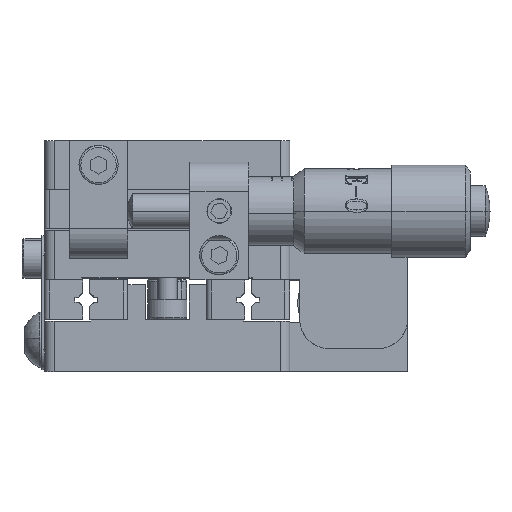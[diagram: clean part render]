
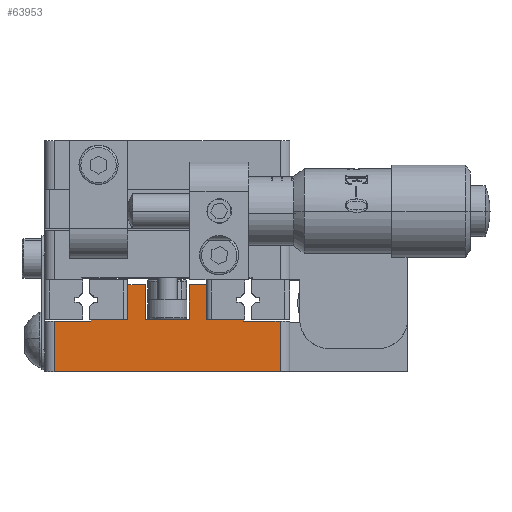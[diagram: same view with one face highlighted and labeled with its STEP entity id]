
A CAD part, top view. The second image highlights one B-rep face of the part: STEP entity #63953.
In plain terms, the highlighted planar face has unit normal (0, 0, 1).
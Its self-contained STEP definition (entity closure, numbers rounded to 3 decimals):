
#110 = EDGE_CURVE ( 'NONE', #54112, #9844, #29255, .T. ) ;
#674 = EDGE_CURVE ( 'NONE', #47875, #32546, #55928, .T. ) ;
#1240 = AXIS2_PLACEMENT_3D ( 'NONE', #55592, #71128, #71772 ) ;
#2612 = VERTEX_POINT ( 'NONE', #12851 ) ;
#4383 = EDGE_CURVE ( 'NONE', #2612, #90495, #54542, .T. ) ;
#4399 = DIRECTION ( 'NONE',  ( 0., -1., 0. ) ) ;
#5073 = EDGE_CURVE ( 'NONE', #8910, #74521, #26614, .T. ) ;
#5473 = EDGE_CURVE ( 'NONE', #6734, #67864, #28823, .T. ) ;
#6734 = VERTEX_POINT ( 'NONE', #59162 ) ;
#6890 = ORIENTED_EDGE ( 'NONE', *, *, #48309, .T. ) ;
#7391 = CARTESIAN_POINT ( 'NONE',  ( 7.8, -4., 12.5 ) ) ;
#7695 = ORIENTED_EDGE ( 'NONE', *, *, #36630, .T. ) ;
#8716 = CARTESIAN_POINT ( 'NONE',  ( 7.8, -3.8, 12.5 ) ) ;
#8834 = CARTESIAN_POINT ( 'NONE',  ( 2.25, -0.3, 12.5 ) ) ;
#8910 = VERTEX_POINT ( 'NONE', #26660 ) ;
#9000 = VECTOR ( 'NONE', #93497, 1000. ) ;
#9206 = EDGE_CURVE ( 'NONE', #32546, #10120, #51828, .T. ) ;
#9844 = VERTEX_POINT ( 'NONE', #58398 ) ;
#10120 = VERTEX_POINT ( 'NONE', #41151 ) ;
#10221 = CARTESIAN_POINT ( 'NONE',  ( 2.25, -0.3, 12.5 ) ) ;
#11588 = ORIENTED_EDGE ( 'NONE', *, *, #20360, .T. ) ;
#11921 = LINE ( 'NONE', #40198, #82804 ) ;
#12174 = DIRECTION ( 'NONE',  ( 0., -1., 0. ) ) ;
#12361 = VERTEX_POINT ( 'NONE', #7391 ) ;
#12851 = CARTESIAN_POINT ( 'NONE',  ( 11.5, -9.1, 12.5 ) ) ;
#15058 = CARTESIAN_POINT ( 'NONE',  ( -7.8, -3.8, 12.5 ) ) ;
#16220 = DIRECTION ( 'NONE',  ( 0., 1., 0. ) ) ;
#19532 = VECTOR ( 'NONE', #89280, 1000. ) ;
#20360 = EDGE_CURVE ( 'NONE', #61371, #8910, #80455, .T. ) ;
#20571 = LINE ( 'NONE', #10221, #84474 ) ;
#21935 = EDGE_LOOP ( 'NONE', ( #96201, #90312, #7695, #65713, #51966, #35840, #62187, #82907, #78598, #6890, #80945, #58352, #63127, #89568, #11588, #30518 ) ) ;
#26614 = LINE ( 'NONE', #34919, #45133 ) ;
#26660 = CARTESIAN_POINT ( 'NONE',  ( -7.8, -3.8, 12.5 ) ) ;
#27897 = CARTESIAN_POINT ( 'NONE',  ( -4., -0.3, 12.5 ) ) ;
#28823 = LINE ( 'NONE', #47193, #63625 ) ;
#29044 = CARTESIAN_POINT ( 'NONE',  ( -4., -0.3, 12.5 ) ) ;
#29112 = FACE_OUTER_BOUND ( 'NONE', #21935, .T. ) ;
#29255 = LINE ( 'NONE', #52022, #71069 ) ;
#30403 = CARTESIAN_POINT ( 'NONE',  ( -11.5, -9.1, 12.5 ) ) ;
#30518 = ORIENTED_EDGE ( 'NONE', *, *, #5073, .T. ) ;
#30633 = DIRECTION ( 'NONE',  ( -1., 0., 0. ) ) ;
#31901 = DIRECTION ( 'NONE',  ( -1., 0., 0. ) ) ;
#32520 = VECTOR ( 'NONE', #31901, 1000. ) ;
#32546 = VERTEX_POINT ( 'NONE', #96051 ) ;
#34919 = CARTESIAN_POINT ( 'NONE',  ( -7.8, -4., 12.5 ) ) ;
#34965 = VERTEX_POINT ( 'NONE', #29044 ) ;
#35840 = ORIENTED_EDGE ( 'NONE', *, *, #77908, .T. ) ;
#36052 = DIRECTION ( 'NONE',  ( -1., 0., 0. ) ) ;
#36122 = VERTEX_POINT ( 'NONE', #53014 ) ;
#36630 = EDGE_CURVE ( 'NONE', #67864, #2612, #49162, .T. ) ;
#37351 = CARTESIAN_POINT ( 'NONE',  ( -7.8, -4., 12.5 ) ) ;
#37644 = VECTOR ( 'NONE', #36052, 1000. ) ;
#38135 = EDGE_CURVE ( 'NONE', #10120, #88090, #52227, .T. ) ;
#38498 = CARTESIAN_POINT ( 'NONE',  ( -2.25, -3.8, 12.5 ) ) ;
#40198 = CARTESIAN_POINT ( 'NONE',  ( -4., -0.3, 12.5 ) ) ;
#40224 = DIRECTION ( 'NONE',  ( 1., 0., 0. ) ) ;
#40887 = CARTESIAN_POINT ( 'NONE',  ( -12.5, -9.1, 12.5 ) ) ;
#41151 = CARTESIAN_POINT ( 'NONE',  ( 4., -0.3, 12.5 ) ) ;
#43266 = DIRECTION ( 'NONE',  ( 0., 1., 0. ) ) ;
#43503 = CARTESIAN_POINT ( 'NONE',  ( 11.5, -4., 12.5 ) ) ;
#45133 = VECTOR ( 'NONE', #12174, 1000. ) ;
#45148 = LINE ( 'NONE', #38498, #56815 ) ;
#46864 = CARTESIAN_POINT ( 'NONE',  ( 2.25, -0.3, 12.5 ) ) ;
#47193 = CARTESIAN_POINT ( 'NONE',  ( -11.5, -0.3, 12.5 ) ) ;
#47221 = EDGE_CURVE ( 'NONE', #90495, #12361, #58975, .T. ) ;
#47875 = VERTEX_POINT ( 'NONE', #8716 ) ;
#48309 = EDGE_CURVE ( 'NONE', #88090, #36122, #20571, .T. ) ;
#48963 = VECTOR ( 'NONE', #43266, 1000. ) ;
#49162 = LINE ( 'NONE', #40887, #72303 ) ;
#50647 = VECTOR ( 'NONE', #65821, 1000. ) ;
#51828 = LINE ( 'NONE', #88888, #50647 ) ;
#51966 = ORIENTED_EDGE ( 'NONE', *, *, #47221, .T. ) ;
#52022 = CARTESIAN_POINT ( 'NONE',  ( -2.25, -0.3, 12.5 ) ) ;
#52227 = LINE ( 'NONE', #8834, #32520 ) ;
#53014 = CARTESIAN_POINT ( 'NONE',  ( 2.25, -3.8, 12.5 ) ) ;
#54112 = VERTEX_POINT ( 'NONE', #74003 ) ;
#54542 = LINE ( 'NONE', #83066, #96367 ) ;
#55592 = CARTESIAN_POINT ( 'NONE',  ( -12.5, -0.3, 12.5 ) ) ;
#55928 = LINE ( 'NONE', #90210, #62878 ) ;
#56815 = VECTOR ( 'NONE', #59867, 1000. ) ;
#57865 = CARTESIAN_POINT ( 'NONE',  ( 7.8, -4., 12.5 ) ) ;
#58352 = ORIENTED_EDGE ( 'NONE', *, *, #110, .T. ) ;
#58367 = EDGE_CURVE ( 'NONE', #9844, #34965, #68220, .T. ) ;
#58398 = CARTESIAN_POINT ( 'NONE',  ( -2.25, -0.3, 12.5 ) ) ;
#58975 = LINE ( 'NONE', #82459, #19532 ) ;
#59162 = CARTESIAN_POINT ( 'NONE',  ( -11.5, -4., 12.5 ) ) ;
#59867 = DIRECTION ( 'NONE',  ( -1., 0., 0. ) ) ;
#61371 = VERTEX_POINT ( 'NONE', #84224 ) ;
#62187 = ORIENTED_EDGE ( 'NONE', *, *, #674, .T. ) ;
#62878 = VECTOR ( 'NONE', #89242, 1000. ) ;
#63127 = ORIENTED_EDGE ( 'NONE', *, *, #58367, .T. ) ;
#63625 = VECTOR ( 'NONE', #77029, 1000. ) ;
#63953 = ADVANCED_FACE ( 'NONE', ( #29112 ), #70467, .F. ) ;
#65713 = ORIENTED_EDGE ( 'NONE', *, *, #4383, .T. ) ;
#65821 = DIRECTION ( 'NONE',  ( 0., 1., 0. ) ) ;
#65826 = CARTESIAN_POINT ( 'NONE',  ( -12.5, -4., 12.5 ) ) ;
#67864 = VERTEX_POINT ( 'NONE', #30403 ) ;
#68220 = LINE ( 'NONE', #27897, #9000 ) ;
#69051 = EDGE_CURVE ( 'NONE', #34965, #61371, #11921, .T. ) ;
#70467 = PLANE ( 'NONE',  #1240 ) ;
#71069 = VECTOR ( 'NONE', #81571, 1000. ) ;
#71128 = DIRECTION ( 'NONE',  ( 0., 0., -1. ) ) ;
#71772 = DIRECTION ( 'NONE',  ( -1., 0., 0. ) ) ;
#72303 = VECTOR ( 'NONE', #40224, 1000. ) ;
#74003 = CARTESIAN_POINT ( 'NONE',  ( -2.25, -3.8, 12.5 ) ) ;
#74521 = VERTEX_POINT ( 'NONE', #37351 ) ;
#75588 = EDGE_CURVE ( 'NONE', #74521, #6734, #88659, .T. ) ;
#77029 = DIRECTION ( 'NONE',  ( 0., -1., 0. ) ) ;
#77500 = DIRECTION ( 'NONE',  ( 0., -1., 0. ) ) ;
#77908 = EDGE_CURVE ( 'NONE', #12361, #47875, #95421, .T. ) ;
#78598 = ORIENTED_EDGE ( 'NONE', *, *, #38135, .T. ) ;
#80455 = LINE ( 'NONE', #15058, #87449 ) ;
#80945 = ORIENTED_EDGE ( 'NONE', *, *, #86382, .T. ) ;
#81571 = DIRECTION ( 'NONE',  ( 0., 1., 0. ) ) ;
#82459 = CARTESIAN_POINT ( 'NONE',  ( 7.8, -4., 12.5 ) ) ;
#82804 = VECTOR ( 'NONE', #77500, 1000. ) ;
#82907 = ORIENTED_EDGE ( 'NONE', *, *, #9206, .T. ) ;
#83066 = CARTESIAN_POINT ( 'NONE',  ( 11.5, -0.3, 12.5 ) ) ;
#84224 = CARTESIAN_POINT ( 'NONE',  ( -4., -3.8, 12.5 ) ) ;
#84474 = VECTOR ( 'NONE', #4399, 1000. ) ;
#86382 = EDGE_CURVE ( 'NONE', #36122, #54112, #45148, .T. ) ;
#87449 = VECTOR ( 'NONE', #30633, 1000. ) ;
#88090 = VERTEX_POINT ( 'NONE', #46864 ) ;
#88659 = LINE ( 'NONE', #65826, #37644 ) ;
#88888 = CARTESIAN_POINT ( 'NONE',  ( 4., -0.3, 12.5 ) ) ;
#89242 = DIRECTION ( 'NONE',  ( -1., 0., 0. ) ) ;
#89280 = DIRECTION ( 'NONE',  ( -1., 0., 0. ) ) ;
#89568 = ORIENTED_EDGE ( 'NONE', *, *, #69051, .T. ) ;
#90210 = CARTESIAN_POINT ( 'NONE',  ( 4., -3.8, 12.5 ) ) ;
#90312 = ORIENTED_EDGE ( 'NONE', *, *, #5473, .T. ) ;
#90495 = VERTEX_POINT ( 'NONE', #43503 ) ;
#93497 = DIRECTION ( 'NONE',  ( -1., 0., 0. ) ) ;
#95421 = LINE ( 'NONE', #57865, #48963 ) ;
#96051 = CARTESIAN_POINT ( 'NONE',  ( 4., -3.8, 12.5 ) ) ;
#96201 = ORIENTED_EDGE ( 'NONE', *, *, #75588, .T. ) ;
#96367 = VECTOR ( 'NONE', #16220, 1000. ) ;
